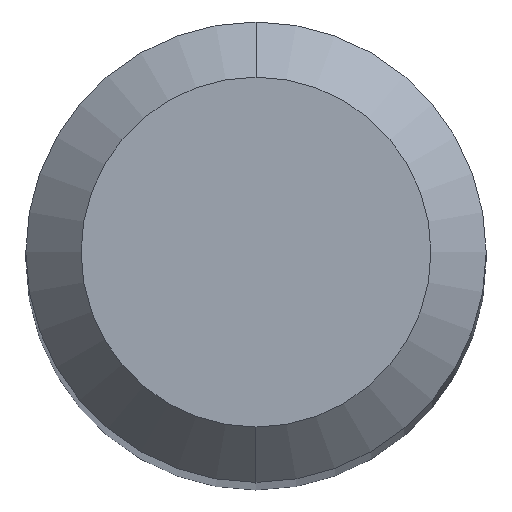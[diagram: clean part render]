
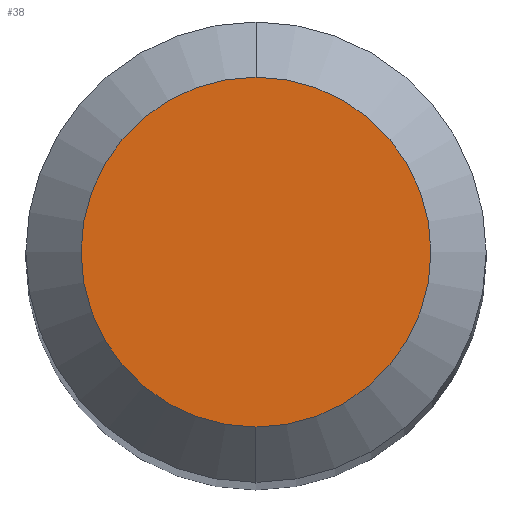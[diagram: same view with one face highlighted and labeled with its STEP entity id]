
A CAD part, top view. The second image highlights one B-rep face of the part: STEP entity #38.
In plain terms, the highlighted planar face has unit normal (0, 0, 1).
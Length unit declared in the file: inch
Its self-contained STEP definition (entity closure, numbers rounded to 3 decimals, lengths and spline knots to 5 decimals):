
#23 = VERTEX_POINT ( 'NONE', #231 ) ;
#27 = AXIS2_PLACEMENT_3D ( 'NONE', #375, #217, #177 ) ;
#34 = AXIS2_PLACEMENT_3D ( 'NONE', #270, #188, #241 ) ;
#38 = ADVANCED_FACE ( 'NONE', ( #109 ), #502, .F. ) ;
#69 = CARTESIAN_POINT ( 'NONE',  ( 0., 0.0475, 0. ) ) ;
#96 = EDGE_LOOP ( 'NONE', ( #362, #186 ) ) ;
#109 = FACE_OUTER_BOUND ( 'NONE', #96, .T. ) ;
#146 = DIRECTION ( 'NONE',  ( 0., 0., 1. ) ) ;
#165 = CIRCLE ( 'NONE', #393, 0.0475 ) ;
#177 = DIRECTION ( 'NONE',  ( 0., -1., 0. ) ) ;
#186 = ORIENTED_EDGE ( 'NONE', *, *, #486, .T. ) ;
#188 = DIRECTION ( 'NONE',  ( 0., 0., -1. ) ) ;
#217 = DIRECTION ( 'NONE',  ( 0., 0., 1. ) ) ;
#231 = CARTESIAN_POINT ( 'NONE',  ( 0., -0.0475, 0. ) ) ;
#241 = DIRECTION ( 'NONE',  ( 0., 1., 0. ) ) ;
#270 = CARTESIAN_POINT ( 'NONE',  ( 0., 0.0475, 0. ) ) ;
#349 = EDGE_CURVE ( 'NONE', #441, #23, #496, .T. ) ;
#362 = ORIENTED_EDGE ( 'NONE', *, *, #349, .T. ) ;
#375 = CARTESIAN_POINT ( 'NONE',  ( 0., 0., 0. ) ) ;
#393 = AXIS2_PLACEMENT_3D ( 'NONE', #420, #146, #457 ) ;
#420 = CARTESIAN_POINT ( 'NONE',  ( 0., 0., 0. ) ) ;
#441 = VERTEX_POINT ( 'NONE', #69 ) ;
#457 = DIRECTION ( 'NONE',  ( 0., -1., 0. ) ) ;
#486 = EDGE_CURVE ( 'NONE', #23, #441, #165, .T. ) ;
#496 = CIRCLE ( 'NONE', #27, 0.0475 ) ;
#502 = PLANE ( 'NONE',  #34 ) ;
